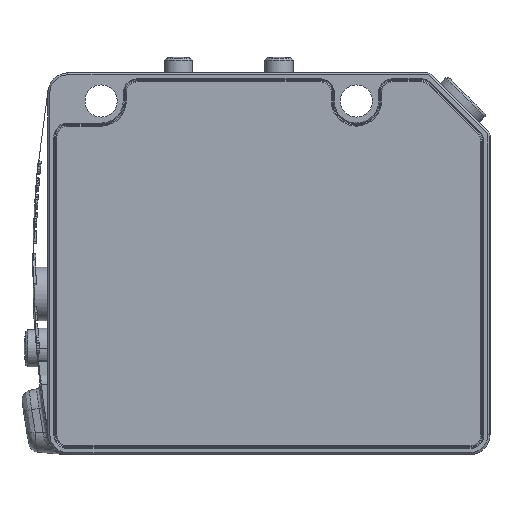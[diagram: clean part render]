
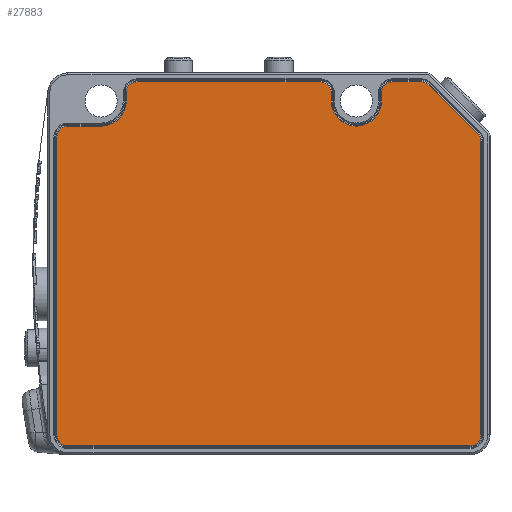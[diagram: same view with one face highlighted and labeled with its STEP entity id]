
A CAD part, left-side view. The second image highlights one B-rep face of the part: STEP entity #27883.
In plain terms, the highlighted planar face has unit normal (-1, 0, 0).
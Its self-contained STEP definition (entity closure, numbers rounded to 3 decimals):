
#7637=CARTESIAN_POINT('',(-11.45,23.5,28.6));
#7638=DIRECTION('',(-1.,0.,0.));
#7639=DIRECTION('',(0.,0.,1.));
#7640=AXIS2_PLACEMENT_3D('',#7637,#7638,#7639);
#7642=DIRECTION('',(0.,1.,0.));
#7643=VECTOR('',#7642,3.3);
#7644=CARTESIAN_POINT('',(-11.45,20.2,29.7));
#7645=LINE('',#7644,#7643);
#7646=CARTESIAN_POINT('',(-11.45,20.2,32.2));
#7647=DIRECTION('',(1.,0.,0.));
#7648=DIRECTION('',(0.,-1.,0.));
#7649=AXIS2_PLACEMENT_3D('',#7646,#7647,#7648);
#7651=DIRECTION('',(0.,0.,-1.));
#7652=VECTOR('',#7651,0.8);
#7653=CARTESIAN_POINT('',(-11.45,17.7,33.));
#7654=LINE('',#7653,#7652);
#7655=CARTESIAN_POINT('',(-11.45,16.6,33.));
#7656=DIRECTION('',(-1.,0.,0.));
#7657=DIRECTION('',(0.,0.,1.));
#7658=AXIS2_PLACEMENT_3D('',#7655,#7656,#7657);
#7660=DIRECTION('',(0.,1.,0.));
#7661=VECTOR('',#7660,18.2);
#7662=CARTESIAN_POINT('',(-11.45,-1.6,
34.1));
#7663=LINE('',#7662,#7661);
#7664=CARTESIAN_POINT('',(-11.45,-1.6,33.));
#7665=DIRECTION('',(-1.,0.,0.));
#7666=DIRECTION('',(0.,-1.,0.));
#7667=AXIS2_PLACEMENT_3D('',#7664,#7665,#7666);
#7669=DIRECTION('',(0.,0.,1.));
#7670=VECTOR('',#7669,0.8);
#7671=CARTESIAN_POINT('',(-11.45,-2.7,
32.2));
#7672=LINE('',#7671,#7670);
#7673=CARTESIAN_POINT('',(-11.45,-5.2,32.2));
#7674=DIRECTION('',(1.,0.,0.));
#7675=DIRECTION('',(0.,-1.,0.));
#7676=AXIS2_PLACEMENT_3D('',#7673,#7674,#7675);
#7678=DIRECTION('',(0.,0.,-1.));
#7679=VECTOR('',#7678,0.8);
#7680=CARTESIAN_POINT('',(-11.45,-7.7,
33.));
#7681=LINE('',#7680,#7679);
#7682=CARTESIAN_POINT('',(-11.45,-8.8,33.));
#7683=DIRECTION('',(-1.,0.,0.));
#7684=DIRECTION('',(0.,0.,1.));
#7685=AXIS2_PLACEMENT_3D('',#7682,#7683,#7684);
#7687=DIRECTION('',(0.,1.,0.));
#7688=VECTOR('',#7687,2.872);
#7689=CARTESIAN_POINT('',(-11.45,-11.672,
34.1));
#7690=LINE('',#7689,#7688);
#7691=CARTESIAN_POINT('',(-11.45,-11.672,33.));
#7692=DIRECTION('',(-1.,0.,0.));
#7693=DIRECTION('',(0.,-0.707,0.707));
#7694=AXIS2_PLACEMENT_3D('',#7691,#7692,#7693);
#7696=DIRECTION('',(0.,0.707,0.707));
#7697=VECTOR('',#7696,6.828);
#7698=CARTESIAN_POINT('',(-11.45,-17.278,
28.949));
#7699=LINE('',#7698,#7697);
#7700=CARTESIAN_POINT('',(-11.45,-16.5,28.172));
#7701=DIRECTION('',(-1.,0.,0.));
#7702=DIRECTION('',(0.,-1.,0.));
#7703=AXIS2_PLACEMENT_3D('',#7700,#7701,#7702);
#7705=DIRECTION('',(0.,0.,1.));
#7706=VECTOR('',#7705,29.172);
#7707=CARTESIAN_POINT('',(-11.45,-17.6,
-1.));
#7708=LINE('',#7707,#7706);
#7709=CARTESIAN_POINT('',(-11.45,-16.5,-1.));
#7710=DIRECTION('',(-1.,0.,0.));
#7711=DIRECTION('',(0.,0.,-1.));
#7712=AXIS2_PLACEMENT_3D('',#7709,#7710,#7711);
#7714=DIRECTION('',(0.,-1.,0.));
#7715=VECTOR('',#7714,40.);
#7716=CARTESIAN_POINT('',(-11.45,23.5,
-2.1));
#7717=LINE('',#7716,#7715);
#7718=CARTESIAN_POINT('',(-11.45,23.5,-1.));
#7719=DIRECTION('',(-1.,0.,0.));
#7720=DIRECTION('',(0.,1.,0.));
#7721=AXIS2_PLACEMENT_3D('',#7718,#7719,#7720);
#7723=DIRECTION('',(0.,0.,-1.));
#7724=VECTOR('',#7723,29.6);
#7725=CARTESIAN_POINT('',(-11.45,24.6,28.6));
#7726=LINE('',#7725,#7724);
#12106=CARTESIAN_POINT('',(-11.45,23.5,29.7));
#12107=CARTESIAN_POINT('',(-11.45,24.6,28.6));
#12108=VERTEX_POINT('',#12106);
#12109=VERTEX_POINT('',#12107);
#12114=CARTESIAN_POINT('',(-11.45,24.6,
-1.));
#12115=VERTEX_POINT('',#12114);
#12118=CARTESIAN_POINT('',(-11.45,23.5,-2.1));
#12119=VERTEX_POINT('',#12118);
#12122=CARTESIAN_POINT('',(-11.45,-16.5,
-2.1));
#12123=VERTEX_POINT('',#12122);
#12126=CARTESIAN_POINT('',(-11.45,-17.6,-1.));
#12127=VERTEX_POINT('',#12126);
#12130=CARTESIAN_POINT('',(-11.45,-17.6,
28.172));
#12131=VERTEX_POINT('',#12130);
#12134=CARTESIAN_POINT('',(-11.45,-17.278,28.949));
#12135=VERTEX_POINT('',#12134);
#12138=CARTESIAN_POINT('',(-11.45,-12.449,
33.778));
#12139=VERTEX_POINT('',#12138);
#12142=CARTESIAN_POINT('',(-11.45,-11.672,34.1));
#12143=VERTEX_POINT('',#12142);
#12146=CARTESIAN_POINT('',(-11.45,-8.8,
34.1));
#12147=VERTEX_POINT('',#12146);
#12150=CARTESIAN_POINT('',(-11.45,-7.7,33.));
#12151=VERTEX_POINT('',#12150);
#12154=CARTESIAN_POINT('',(-11.45,-7.7,
32.2));
#12155=VERTEX_POINT('',#12154);
#12158=CARTESIAN_POINT('',(-11.45,-2.7,32.2));
#12159=VERTEX_POINT('',#12158);
#12162=CARTESIAN_POINT('',(-11.45,-2.7,
33.));
#12163=VERTEX_POINT('',#12162);
#12166=CARTESIAN_POINT('',(-11.45,-1.6,34.1));
#12167=VERTEX_POINT('',#12166);
#12170=CARTESIAN_POINT('',(-11.45,16.6,
34.1));
#12171=VERTEX_POINT('',#12170);
#12174=CARTESIAN_POINT('',(-11.45,17.7,33.));
#12175=VERTEX_POINT('',#12174);
#12178=CARTESIAN_POINT('',(-11.45,17.7,
32.2));
#12179=VERTEX_POINT('',#12178);
#12182=CARTESIAN_POINT('',(-11.45,20.2,29.7));
#12183=VERTEX_POINT('',#12182);
#27837=CARTESIAN_POINT('',(-11.45,3.5,16.));
#27838=DIRECTION('',(-1.,0.,0.));
#27839=DIRECTION('',(0.,1.,0.));
#27840=AXIS2_PLACEMENT_3D('',#27837,#27838,#27839);
#27841=PLANE('',#27840);
#27843=ORIENTED_EDGE('',*,*,#27842,.F.);
#27845=ORIENTED_EDGE('',*,*,#27844,.F.);
#27847=ORIENTED_EDGE('',*,*,#27846,.F.);
#27849=ORIENTED_EDGE('',*,*,#27848,.F.);
#27851=ORIENTED_EDGE('',*,*,#27850,.F.);
#27853=ORIENTED_EDGE('',*,*,#27852,.F.);
#27855=ORIENTED_EDGE('',*,*,#27854,.F.);
#27857=ORIENTED_EDGE('',*,*,#27856,.F.);
#27859=ORIENTED_EDGE('',*,*,#27858,.F.);
#27861=ORIENTED_EDGE('',*,*,#27860,.F.);
#27863=ORIENTED_EDGE('',*,*,#27862,.F.);
#27865=ORIENTED_EDGE('',*,*,#27864,.F.);
#27867=ORIENTED_EDGE('',*,*,#27866,.F.);
#27869=ORIENTED_EDGE('',*,*,#27868,.F.);
#27870=ORIENTED_EDGE('',*,*,#27827,.F.);
#27872=ORIENTED_EDGE('',*,*,#27871,.F.);
#27874=ORIENTED_EDGE('',*,*,#27873,.F.);
#27876=ORIENTED_EDGE('',*,*,#27875,.F.);
#27878=ORIENTED_EDGE('',*,*,#27877,.F.);
#27880=ORIENTED_EDGE('',*,*,#27879,.F.);
#27881=EDGE_LOOP('',(#27843,#27845,#27847,#27849,#27851,#27853,#27855,#27857,
#27859,#27861,#27863,#27865,#27867,#27869,#27870,#27872,#27874,#27876,#27878,
#27880));
#27882=FACE_OUTER_BOUND('',#27881,.F.);
#27883=ADVANCED_FACE('',(#27882),#27841,.T.);
#7641=CIRCLE('',#7640,1.1);
#7650=CIRCLE('',#7649,2.5);
#7659=CIRCLE('',#7658,1.1);
#7668=CIRCLE('',#7667,1.1);
#7677=CIRCLE('',#7676,2.5);
#7686=CIRCLE('',#7685,1.1);
#7695=CIRCLE('',#7694,1.1);
#7704=CIRCLE('',#7703,1.1);
#7713=CIRCLE('',#7712,1.1);
#7722=CIRCLE('',#7721,1.1);
#27827=EDGE_CURVE('',#12131,#12135,#7704,.T.);
#27842=EDGE_CURVE('',#12108,#12109,#7641,.T.);
#27844=EDGE_CURVE('',#12183,#12108,#7645,.T.);
#27846=EDGE_CURVE('',#12179,#12183,#7650,.T.);
#27848=EDGE_CURVE('',#12175,#12179,#7654,.T.);
#27850=EDGE_CURVE('',#12171,#12175,#7659,.T.);
#27852=EDGE_CURVE('',#12167,#12171,#7663,.T.);
#27854=EDGE_CURVE('',#12163,#12167,#7668,.T.);
#27856=EDGE_CURVE('',#12159,#12163,#7672,.T.);
#27858=EDGE_CURVE('',#12155,#12159,#7677,.T.);
#27860=EDGE_CURVE('',#12151,#12155,#7681,.T.);
#27862=EDGE_CURVE('',#12147,#12151,#7686,.T.);
#27864=EDGE_CURVE('',#12143,#12147,#7690,.T.);
#27866=EDGE_CURVE('',#12139,#12143,#7695,.T.);
#27868=EDGE_CURVE('',#12135,#12139,#7699,.T.);
#27871=EDGE_CURVE('',#12127,#12131,#7708,.T.);
#27873=EDGE_CURVE('',#12123,#12127,#7713,.T.);
#27875=EDGE_CURVE('',#12119,#12123,#7717,.T.);
#27877=EDGE_CURVE('',#12115,#12119,#7722,.T.);
#27879=EDGE_CURVE('',#12109,#12115,#7726,.T.);
